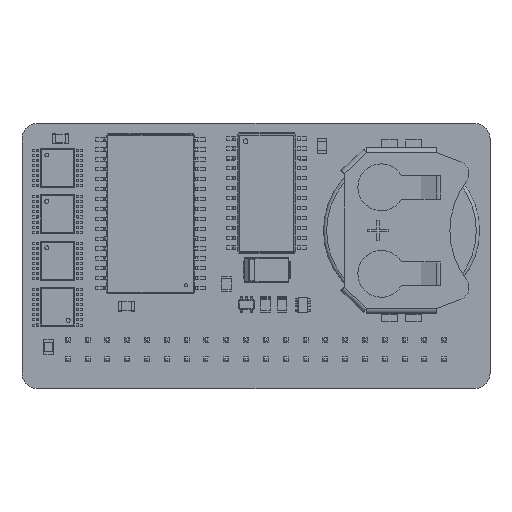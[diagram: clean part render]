
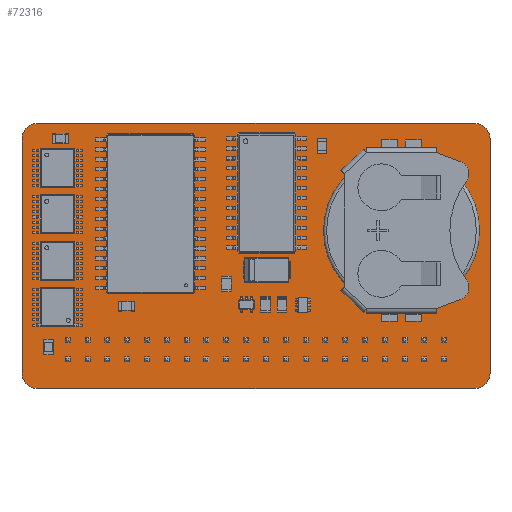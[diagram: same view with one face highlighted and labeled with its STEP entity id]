
A CAD part, top view. The second image highlights one B-rep face of the part: STEP entity #72316.
In plain terms, the highlighted face is planar.
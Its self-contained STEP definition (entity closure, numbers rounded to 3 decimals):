
#72042 = VERTEX_POINT('',#72043);
#72043 = CARTESIAN_POINT('',(28.,17.,1.6));
#72049 = EDGE_CURVE('',#72042,#72050,#72052,.T.);
#72050 = VERTEX_POINT('',#72051);
#72051 = CARTESIAN_POINT('',(30.,15.,1.6));
#72052 = CIRCLE('',#72053,2.);
#72053 = AXIS2_PLACEMENT_3D('',#72054,#72055,#72056);
#72054 = CARTESIAN_POINT('',(28.,15.,1.6));
#72055 = DIRECTION('',(0.,0.,-1.));
#72056 = DIRECTION('',(0.,1.,0.));
#72082 = EDGE_CURVE('',#72050,#72083,#72085,.T.);
#72083 = VERTEX_POINT('',#72084);
#72084 = CARTESIAN_POINT('',(30.,-15.,1.6));
#72085 = LINE('',#72086,#72087);
#72086 = CARTESIAN_POINT('',(30.,15.,1.6));
#72087 = VECTOR('',#72088,1.);
#72088 = DIRECTION('',(0.,-1.,0.));
#72113 = EDGE_CURVE('',#72083,#72114,#72116,.T.);
#72114 = VERTEX_POINT('',#72115);
#72115 = CARTESIAN_POINT('',(28.,-17.,1.6));
#72116 = CIRCLE('',#72117,2.);
#72117 = AXIS2_PLACEMENT_3D('',#72118,#72119,#72120);
#72118 = CARTESIAN_POINT('',(28.,-15.,1.6));
#72119 = DIRECTION('',(0.,0.,-1.));
#72120 = DIRECTION('',(1.,0.,0.));
#72146 = EDGE_CURVE('',#72114,#72147,#72149,.T.);
#72147 = VERTEX_POINT('',#72148);
#72148 = CARTESIAN_POINT('',(-28.,-17.,1.6));
#72149 = LINE('',#72150,#72151);
#72150 = CARTESIAN_POINT('',(28.,-17.,1.6));
#72151 = VECTOR('',#72152,1.);
#72152 = DIRECTION('',(-1.,0.,0.));
#72177 = EDGE_CURVE('',#72147,#72178,#72180,.T.);
#72178 = VERTEX_POINT('',#72179);
#72179 = CARTESIAN_POINT('',(-30.,-15.,1.6));
#72180 = CIRCLE('',#72181,2.);
#72181 = AXIS2_PLACEMENT_3D('',#72182,#72183,#72184);
#72182 = CARTESIAN_POINT('',(-28.,-15.,1.6));
#72183 = DIRECTION('',(0.,0.,-1.));
#72184 = DIRECTION('',(0.,-1.,0.));
#72210 = EDGE_CURVE('',#72178,#72211,#72213,.T.);
#72211 = VERTEX_POINT('',#72212);
#72212 = CARTESIAN_POINT('',(-30.,15.,1.6));
#72213 = LINE('',#72214,#72215);
#72214 = CARTESIAN_POINT('',(-30.,-15.,1.6));
#72215 = VECTOR('',#72216,1.);
#72216 = DIRECTION('',(0.,1.,0.));
#72241 = EDGE_CURVE('',#72211,#72242,#72244,.T.);
#72242 = VERTEX_POINT('',#72243);
#72243 = CARTESIAN_POINT('',(-28.,17.,1.6));
#72244 = CIRCLE('',#72245,2.);
#72245 = AXIS2_PLACEMENT_3D('',#72246,#72247,#72248);
#72246 = CARTESIAN_POINT('',(-28.,15.,1.6));
#72247 = DIRECTION('',(0.,0.,-1.));
#72248 = DIRECTION('',(-1.,0.,0.));
#72274 = EDGE_CURVE('',#72242,#72275,#72277,.T.);
#72275 = VERTEX_POINT('',#72276);
#72276 = CARTESIAN_POINT('',(28.,17.,1.6));
#72277 = LINE('',#72278,#72279);
#72278 = CARTESIAN_POINT('',(-28.,17.,1.6));
#72279 = VECTOR('',#72280,1.);
#72280 = DIRECTION('',(1.,0.,0.));
#72316 = ADVANCED_FACE('',(#72317),#72327,.T.);
#72317 = FACE_BOUND('',#72318,.T.);
#72318 = EDGE_LOOP('',(#72319,#72320,#72321,#72322,#72323,#72324,#72325,
    #72326));
#72319 = ORIENTED_EDGE('',*,*,#72049,.T.);
#72320 = ORIENTED_EDGE('',*,*,#72082,.T.);
#72321 = ORIENTED_EDGE('',*,*,#72113,.T.);
#72322 = ORIENTED_EDGE('',*,*,#72146,.T.);
#72323 = ORIENTED_EDGE('',*,*,#72177,.T.);
#72324 = ORIENTED_EDGE('',*,*,#72210,.T.);
#72325 = ORIENTED_EDGE('',*,*,#72241,.T.);
#72326 = ORIENTED_EDGE('',*,*,#72274,.T.);
#72327 = PLANE('',#72328);
#72328 = AXIS2_PLACEMENT_3D('',#72329,#72330,#72331);
#72329 = CARTESIAN_POINT('',(0.,0.,1.6)
  );
#72330 = DIRECTION('',(0.,0.,1.));
#72331 = DIRECTION('',(1.,0.,-0.));
